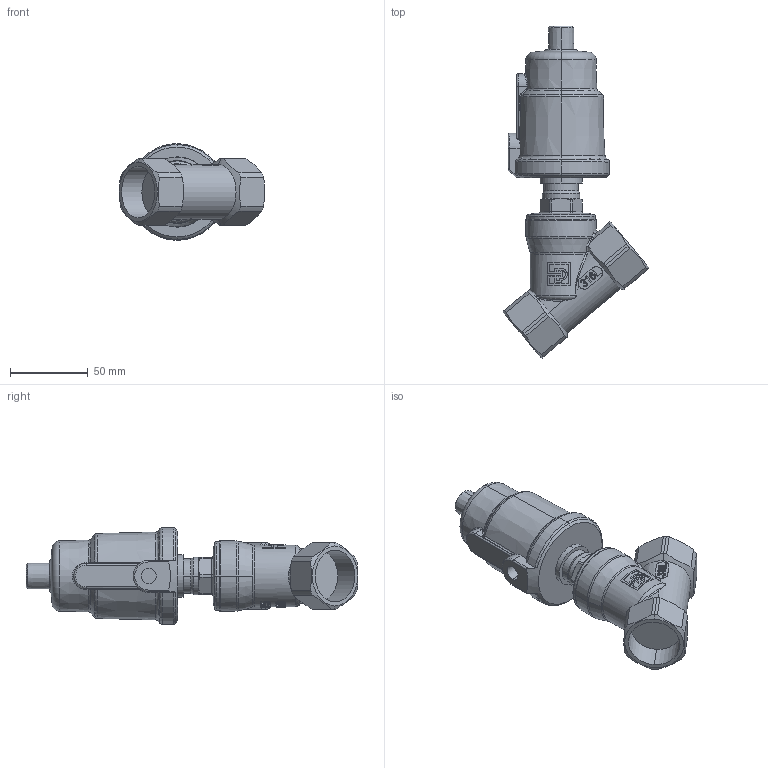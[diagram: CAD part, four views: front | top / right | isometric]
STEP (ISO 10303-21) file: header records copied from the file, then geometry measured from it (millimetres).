
FILE_DESCRIPTION (( 'STEP AP203' ), '1' );
FILE_NAME ('50DN25H2550.STEP', '2013-11-06T05:38:18', ( 'ad' ), ( '' ), 'SwSTEP 2.0', 'SolidWorks 2013', '' );
FILE_SCHEMA (( 'CONFIG_CONTROL_DESIGN' ));
Length unit declared in the file: millimetre
Products named in the file (1): 50DN25H2550
Bounding box: 93.44 x 212.89 x 62 mm (x, y, z)
Volume: 326264.7 mm3; surface area: 47483.2 mm2
Topology: 3 solids, 3 shells, 419 faces, 1046 edges, 657 vertices
Faces by surface type: bspline 160, plane 91, cylinder 81, cone 50, torus 37
Entity records: 26323 total; most frequent: CARTESIAN_POINT 17605, ORIENTED_EDGE 2088, DIRECTION 1324, EDGE_CURVE 1044, VERTEX_POINT 657, AXIS2_PLACEMENT_3D 526, B_SPLINE_CURVE_WITH_KNOTS 501, EDGE_LOOP 445
